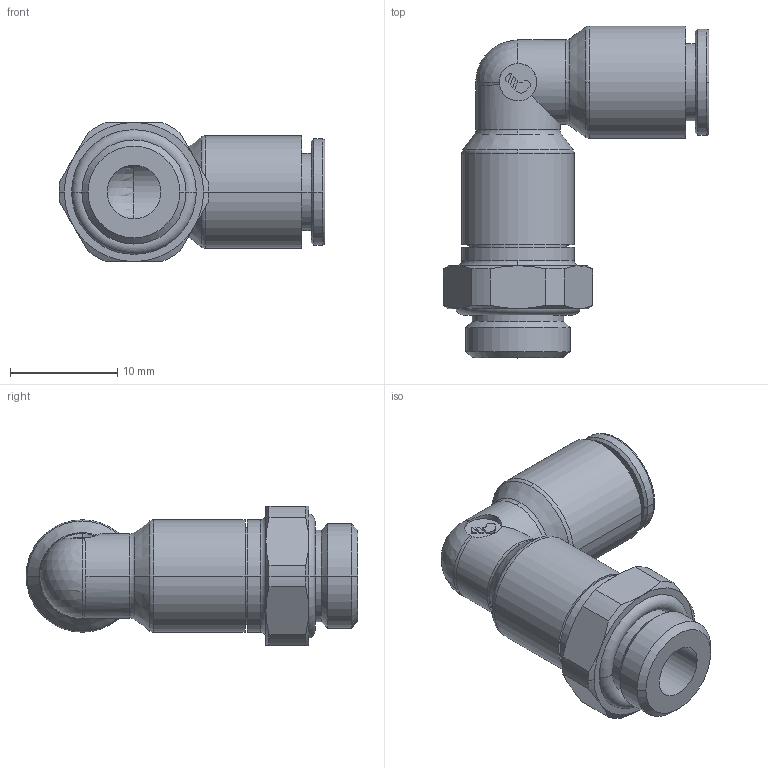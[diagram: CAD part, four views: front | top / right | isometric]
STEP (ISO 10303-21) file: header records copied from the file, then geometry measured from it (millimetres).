
FILE_DESCRIPTION(('STEP AP214'),'1');
FILE_NAME('3169_06_10.stp','2016-07-07T14:53:00',('TraceParts'),('TraceParts S.A.'),'Spatial InterOp 3D',' ',' ');
FILE_SCHEMA(('automotive_design'));
Length unit declared in the file: millimetre
Products named in the file (1): 1
Bounding box: 24.84 x 31 x 13 mm (x, y, z)
Volume: 2252.2 mm3; surface area: 2543.1 mm2
Topology: 1 solids, 1 shells, 117 faces, 295 edges, 185 vertices
Faces by surface type: cylinder 42, plane 32, cone 26, torus 14, sphere 3
Entity records: 3860 total; most frequent: CARTESIAN_POINT 1001, DIRECTION 651, ORIENTED_EDGE 580, EDGE_CURVE 290, AXIS2_PLACEMENT_3D 275, VERTEX_POINT 185, CIRCLE 152, EDGE_LOOP 129
